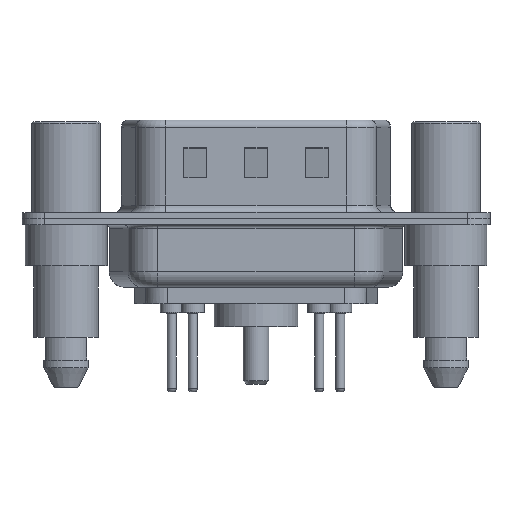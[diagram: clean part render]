
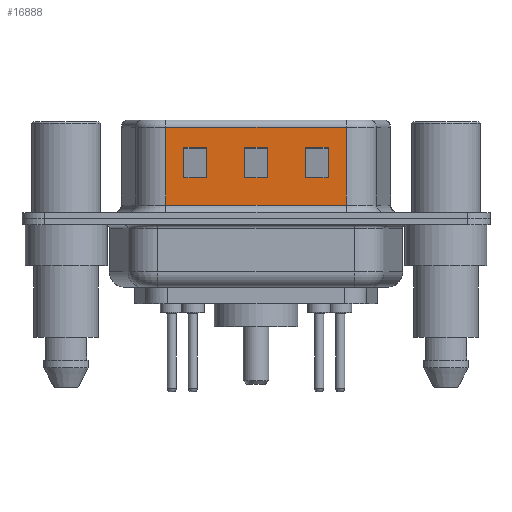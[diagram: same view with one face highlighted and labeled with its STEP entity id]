
A CAD part, front view. The second image highlights one B-rep face of the part: STEP entity #16888.
In plain terms, the highlighted planar face has unit normal (0, -1, 0).
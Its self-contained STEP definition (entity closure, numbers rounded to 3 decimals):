
#415 = CARTESIAN_POINT ( 'NONE',  ( 14.45, -4.58, 4.705 ) ) ;
#435 = EDGE_LOOP ( 'NONE', ( #6800, #17267, #14081, #7977 ) ) ;
#468 = VERTEX_POINT ( 'NONE', #9740 ) ;
#561 = EDGE_CURVE ( 'NONE', #8698, #10345, #3646, .T. ) ;
#564 = VECTOR ( 'NONE', #8140, 1000. ) ;
#608 = DIRECTION ( 'NONE',  ( -1., 0., 0. ) ) ;
#790 = CARTESIAN_POINT ( 'NONE',  ( 18.45, -4.58, 6.52 ) ) ;
#1154 = EDGE_CURVE ( 'NONE', #13016, #11200, #11269, .T. ) ;
#1223 = VERTEX_POINT ( 'NONE', #13180 ) ;
#1241 = EDGE_CURVE ( 'NONE', #3044, #9577, #10362, .T. ) ;
#1329 = DIRECTION ( 'NONE',  ( 1., 0., 0. ) ) ;
#1390 = CARTESIAN_POINT ( 'NONE',  ( 13.25, -4.58, 2.705 ) ) ;
#1477 = ORIENTED_EDGE ( 'NONE', *, *, #561, .T. ) ;
#1516 = ORIENTED_EDGE ( 'NONE', *, *, #11715, .T. ) ;
#2202 = DIRECTION ( 'NONE',  ( 0., 1., 0. ) ) ;
#2479 = LINE ( 'NONE', #7622, #9185 ) ;
#2660 = CARTESIAN_POINT ( 'NONE',  ( 22.45, -4.58, 4.705 ) ) ;
#2806 = DIRECTION ( 'NONE',  ( 0., 0., -1. ) ) ;
#2840 = ORIENTED_EDGE ( 'NONE', *, *, #4419, .T. ) ;
#3044 = VERTEX_POINT ( 'NONE', #7743 ) ;
#3090 = LINE ( 'NONE', #5670, #6609 ) ;
#3202 = VECTOR ( 'NONE', #6880, 1000. ) ;
#3300 = CARTESIAN_POINT ( 'NONE',  ( 9.25, -4.58, 4.705 ) ) ;
#3376 = CARTESIAN_POINT ( 'NONE',  ( 13.25, -4.58, 6.52 ) ) ;
#3646 = LINE ( 'NONE', #10442, #10380 ) ;
#3974 = EDGE_CURVE ( 'NONE', #9337, #8253, #2479, .T. ) ;
#4172 = LINE ( 'NONE', #3376, #564 ) ;
#4297 = FACE_OUTER_BOUND ( 'NONE', #8433, .T. ) ;
#4419 = EDGE_CURVE ( 'NONE', #10345, #9058, #4172, .T. ) ;
#4733 = EDGE_CURVE ( 'NONE', #1223, #3044, #4774, .T. ) ;
#4774 = LINE ( 'NONE', #10016, #11605 ) ;
#4847 = EDGE_CURVE ( 'NONE', #6720, #9337, #3090, .T. ) ;
#5274 = CARTESIAN_POINT ( 'NONE',  ( 7.75, -4.58, 2.705 ) ) ;
#5376 = CARTESIAN_POINT ( 'NONE',  ( 6.55, -4.58, 6.52 ) ) ;
#5407 = DIRECTION ( 'NONE',  ( 0., 0., 1. ) ) ;
#5588 = VERTEX_POINT ( 'NONE', #12906 ) ;
#5670 = CARTESIAN_POINT ( 'NONE',  ( 9.25, -4.58, 6.52 ) ) ;
#5729 = EDGE_CURVE ( 'NONE', #13451, #6720, #15816, .T. ) ;
#5969 = CARTESIAN_POINT ( 'NONE',  ( 15.75, -4.58, 2.705 ) ) ;
#6355 = ORIENTED_EDGE ( 'NONE', *, *, #3974, .T. ) ;
#6596 = EDGE_CURVE ( 'NONE', #8253, #13451, #13964, .T. ) ;
#6609 = VECTOR ( 'NONE', #15739, 1000. ) ;
#6720 = VERTEX_POINT ( 'NONE', #3300 ) ;
#6722 = DIRECTION ( 'NONE',  ( -1., 0., 0. ) ) ;
#6800 = ORIENTED_EDGE ( 'NONE', *, *, #8429, .T. ) ;
#6880 = DIRECTION ( 'NONE',  ( 0., 0., -1. ) ) ;
#6991 = LINE ( 'NONE', #13475, #10211 ) ;
#7162 = LINE ( 'NONE', #8329, #13682 ) ;
#7294 = ORIENTED_EDGE ( 'NONE', *, *, #8315, .F. ) ;
#7301 = CARTESIAN_POINT ( 'NONE',  ( 15.75, -4.58, 4.705 ) ) ;
#7622 = CARTESIAN_POINT ( 'NONE',  ( 14.45, -4.58, 2.705 ) ) ;
#7743 = CARTESIAN_POINT ( 'NONE',  ( 6.55, -4.58, 6.02 ) ) ;
#7806 = FACE_BOUND ( 'NONE', #14945, .T. ) ;
#7977 = ORIENTED_EDGE ( 'NONE', *, *, #12727, .T. ) ;
#7984 = CARTESIAN_POINT ( 'NONE',  ( 18.45, -4.58, 0.9 ) ) ;
#8140 = DIRECTION ( 'NONE',  ( 0., 0., -1. ) ) ;
#8253 = VERTEX_POINT ( 'NONE', #5274 ) ;
#8315 = EDGE_CURVE ( 'NONE', #1223, #11074, #6991, .T. ) ;
#8329 = CARTESIAN_POINT ( 'NONE',  ( 11.75, -4.58, 6.52 ) ) ;
#8429 = EDGE_CURVE ( 'NONE', #468, #12629, #15792, .T. ) ;
#8433 = EDGE_LOOP ( 'NONE', ( #7294, #17136, #11771, #1516 ) ) ;
#8602 = CARTESIAN_POINT ( 'NONE',  ( 11.75, -4.58, 4.705 ) ) ;
#8638 = AXIS2_PLACEMENT_3D ( 'NONE', #790, #2202, #11710 ) ;
#8651 = CARTESIAN_POINT ( 'NONE',  ( 22.45, -4.58, 2.705 ) ) ;
#8698 = VERTEX_POINT ( 'NONE', #8602 ) ;
#9058 = VERTEX_POINT ( 'NONE', #1390 ) ;
#9103 = VECTOR ( 'NONE', #608, 1000. ) ;
#9185 = VECTOR ( 'NONE', #6722, 1000. ) ;
#9331 = EDGE_CURVE ( 'NONE', #12629, #13016, #9527, .T. ) ;
#9337 = VERTEX_POINT ( 'NONE', #10019 ) ;
#9410 = DIRECTION ( 'NONE',  ( 1., 0., 0. ) ) ;
#9527 = LINE ( 'NONE', #8651, #9103 ) ;
#9577 = VERTEX_POINT ( 'NONE', #13198 ) ;
#9740 = CARTESIAN_POINT ( 'NONE',  ( 17.25, -4.58, 4.705 ) ) ;
#9754 = CARTESIAN_POINT ( 'NONE',  ( 18.45, -4.58, 0.9 ) ) ;
#9804 = EDGE_CURVE ( 'NONE', #5588, #8698, #7162, .T. ) ;
#10016 = CARTESIAN_POINT ( 'NONE',  ( 18.45, -4.58, 6.02 ) ) ;
#10019 = CARTESIAN_POINT ( 'NONE',  ( 9.25, -4.58, 2.705 ) ) ;
#10110 = LINE ( 'NONE', #10121, #17017 ) ;
#10121 = CARTESIAN_POINT ( 'NONE',  ( 18.45, -4.58, 2.705 ) ) ;
#10211 = VECTOR ( 'NONE', #16180, 1000. ) ;
#10238 = VECTOR ( 'NONE', #5407, 1000. ) ;
#10345 = VERTEX_POINT ( 'NONE', #15001 ) ;
#10362 = LINE ( 'NONE', #5376, #3202 ) ;
#10380 = VECTOR ( 'NONE', #14825, 1000. ) ;
#10442 = CARTESIAN_POINT ( 'NONE',  ( 18.45, -4.58, 4.705 ) ) ;
#10841 = VECTOR ( 'NONE', #13815, 1000. ) ;
#11074 = VERTEX_POINT ( 'NONE', #9754 ) ;
#11200 = VERTEX_POINT ( 'NONE', #7301 ) ;
#11269 = LINE ( 'NONE', #16841, #10841 ) ;
#11524 = FACE_BOUND ( 'NONE', #435, .T. ) ;
#11564 = DIRECTION ( 'NONE',  ( -1., 0., 0. ) ) ;
#11605 = VECTOR ( 'NONE', #17523, 1000. ) ;
#11710 = DIRECTION ( 'NONE',  ( 0., 0., 1. ) ) ;
#11715 = EDGE_CURVE ( 'NONE', #9577, #11074, #16133, .T. ) ;
#11771 = ORIENTED_EDGE ( 'NONE', *, *, #1241, .T. ) ;
#12081 = VECTOR ( 'NONE', #1329, 1000. ) ;
#12084 = VECTOR ( 'NONE', #9410, 1000. ) ;
#12128 = ORIENTED_EDGE ( 'NONE', *, *, #9804, .T. ) ;
#12188 = VECTOR ( 'NONE', #2806, 1000. ) ;
#12226 = EDGE_LOOP ( 'NONE', ( #16381, #6355, #13107, #13075 ) ) ;
#12618 = EDGE_CURVE ( 'NONE', #9058, #5588, #10110, .T. ) ;
#12629 = VERTEX_POINT ( 'NONE', #12928 ) ;
#12727 = EDGE_CURVE ( 'NONE', #11200, #468, #15691, .T. ) ;
#12906 = CARTESIAN_POINT ( 'NONE',  ( 11.75, -4.58, 2.705 ) ) ;
#12928 = CARTESIAN_POINT ( 'NONE',  ( 17.25, -4.58, 2.705 ) ) ;
#13016 = VERTEX_POINT ( 'NONE', #5969 ) ;
#13075 = ORIENTED_EDGE ( 'NONE', *, *, #5729, .T. ) ;
#13107 = ORIENTED_EDGE ( 'NONE', *, *, #6596, .T. ) ;
#13180 = CARTESIAN_POINT ( 'NONE',  ( 18.45, -4.58, 6.02 ) ) ;
#13198 = CARTESIAN_POINT ( 'NONE',  ( 6.55, -4.58, 0.9 ) ) ;
#13451 = VERTEX_POINT ( 'NONE', #13746 ) ;
#13475 = CARTESIAN_POINT ( 'NONE',  ( 18.45, -4.58, 6.52 ) ) ;
#13682 = VECTOR ( 'NONE', #16565, 1000. ) ;
#13746 = CARTESIAN_POINT ( 'NONE',  ( 7.75, -4.58, 4.705 ) ) ;
#13815 = DIRECTION ( 'NONE',  ( 0., 0., 1. ) ) ;
#13964 = LINE ( 'NONE', #15094, #10238 ) ;
#14081 = ORIENTED_EDGE ( 'NONE', *, *, #1154, .T. ) ;
#14825 = DIRECTION ( 'NONE',  ( 1., 0., 0. ) ) ;
#14945 = EDGE_LOOP ( 'NONE', ( #1477, #2840, #15429, #12128 ) ) ;
#15001 = CARTESIAN_POINT ( 'NONE',  ( 13.25, -4.58, 4.705 ) ) ;
#15035 = DIRECTION ( 'NONE',  ( 1., 0., 0. ) ) ;
#15094 = CARTESIAN_POINT ( 'NONE',  ( 7.75, -4.58, 6.52 ) ) ;
#15215 = VECTOR ( 'NONE', #15035, 1000. ) ;
#15429 = ORIENTED_EDGE ( 'NONE', *, *, #12618, .T. ) ;
#15691 = LINE ( 'NONE', #2660, #12084 ) ;
#15739 = DIRECTION ( 'NONE',  ( 0., 0., -1. ) ) ;
#15792 = LINE ( 'NONE', #16357, #12188 ) ;
#15816 = LINE ( 'NONE', #415, #15215 ) ;
#16133 = LINE ( 'NONE', #7984, #12081 ) ;
#16180 = DIRECTION ( 'NONE',  ( 0., 0., -1. ) ) ;
#16357 = CARTESIAN_POINT ( 'NONE',  ( 17.25, -4.58, 6.52 ) ) ;
#16381 = ORIENTED_EDGE ( 'NONE', *, *, #4847, .T. ) ;
#16413 = FACE_BOUND ( 'NONE', #12226, .T. ) ;
#16565 = DIRECTION ( 'NONE',  ( 0., 0., 1. ) ) ;
#16841 = CARTESIAN_POINT ( 'NONE',  ( 15.75, -4.58, 6.52 ) ) ;
#16888 = ADVANCED_FACE ( 'NONE', ( #16413, #11524, #7806, #4297 ), #17128, .F. ) ;
#17017 = VECTOR ( 'NONE', #11564, 1000. ) ;
#17128 = PLANE ( 'NONE',  #8638 ) ;
#17136 = ORIENTED_EDGE ( 'NONE', *, *, #4733, .T. ) ;
#17267 = ORIENTED_EDGE ( 'NONE', *, *, #9331, .T. ) ;
#17523 = DIRECTION ( 'NONE',  ( -1., 0., 0. ) ) ;
